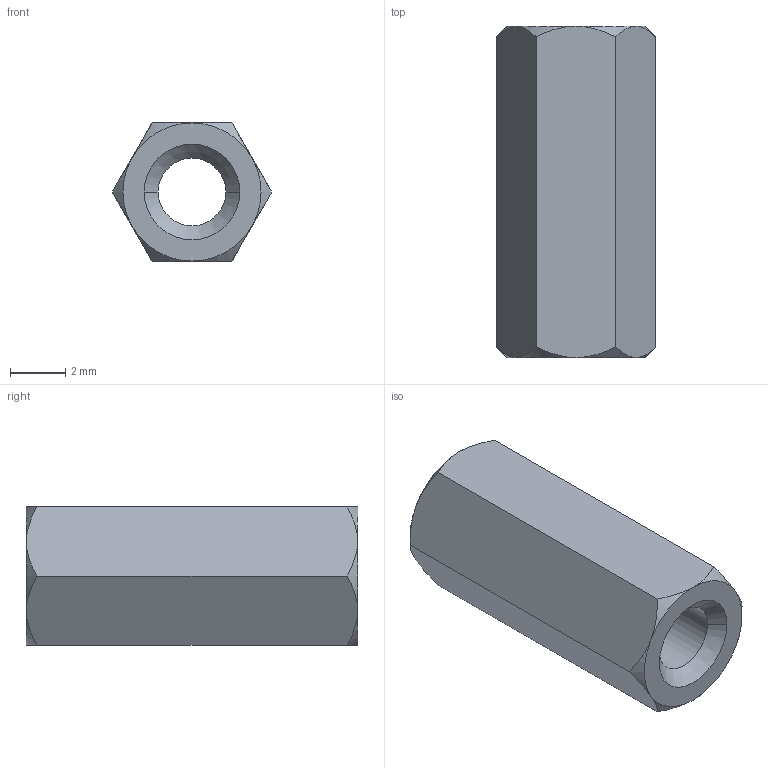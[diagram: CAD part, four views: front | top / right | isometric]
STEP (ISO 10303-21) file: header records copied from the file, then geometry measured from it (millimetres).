
FILE_DESCRIPTION (( 'STEP AP214' ), '1' );
FILE_NAME ('Spacer sleeve M3-12 mm_brass.STEP', '2022-05-04T08:51:22', ( '' ), ( '' ), 'SwSTEP 2.0', 'SolidWorks 2021', '' );
FILE_SCHEMA (( 'AUTOMOTIVE_DESIGN' ));
Length unit declared in the file: millimetre
Products named in the file (1): Spacer sleeve M3-12 mm_brass
Bounding box: 5.77 x 12 x 5 mm (x, y, z)
Volume: 200.2 mm3; surface area: 327.5 mm2
Topology: 1 solids, 1 shells, 26 faces, 56 edges, 32 vertices
Faces by surface type: cone 16, plane 8, cylinder 2
Entity records: 1404 total; most frequent: CARTESIAN_POINT 551, ORIENTED_EDGE 112, DIRECTION 106, EDGE_CURVE 56, AXIS2_PLACEMENT_3D 47, VERTEX_POINT 32, UNCERTAINTY_MEASURE_WITH_UNIT 29, STYLED_ITEM 28
